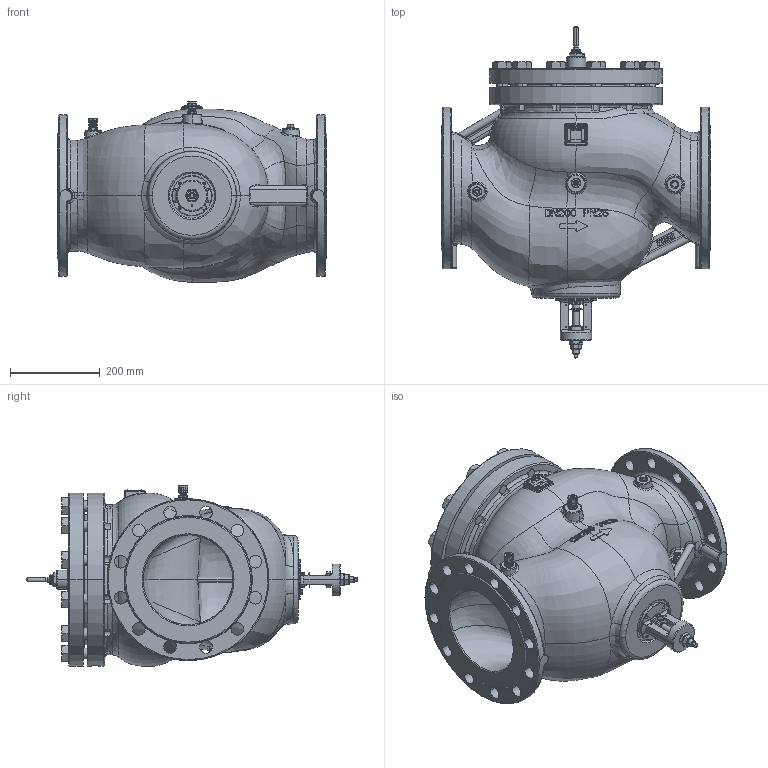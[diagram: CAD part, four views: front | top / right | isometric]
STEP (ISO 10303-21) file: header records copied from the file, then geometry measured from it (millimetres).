
FILE_DESCRIPTION((''),'2;1');
FILE_NAME('065B5582_VFQ22_DN200_PN25_ASM','2023-03-31T16:58:02',('U384264'),('Danfoss'),'CREO PARAMETRIC BY PTC INC, 2022124','CREO PARAMETRIC BY PTC INC, 2022124','');
FILE_SCHEMA(('AUTOMOTIVE_DESIGN { 1 0 10303 214 1 1 1 1 }'));
Products named in the file (32): 88650610_VALVE_B_VFQM_DN200_P25; 88650820_VALVE_C_VFG_DN200_PN25; 51840270; 88652440_CONICAL_INS_DN150_200; 54590640; 88651440_CON_INS_SUB_DN150-200_ASM; 88652230_VFG_STEM_DN200; 88653440_VFQ_YOKE_DN200-250; HEX_SCREW_DIN933_M06X18; 88653470_FLOW_SCALE_VFQ_DN200; 51817881_SCREW_SF_M3X5; LABEL_PLATE_37X37; 5589607; 51817290_M5_ZATIC; 88653430_YOKE_INSERT_DN200-250; 88653450_VFQ_YOKE_INSERT_LOCK; HEX_SCREW_DIN912_M3X12; 88654420_CV_P_H_REW_SUB_DN200_ASM; 88652330_STUFFING_BOX_DN150_250; 3220149; 88652950_CV_PISTON_H_SUB_DN200_ASM; 88653420_VFQ_STEM_DN200-250; 88653410_Q-PISTON_SUB_DN200_ASM; HEX_NUT_DIN934_BN118_M14X1_5; 54540510; WALTER_CONNECTION; WALTER_PROFILE_RING; WALTER_CONNECTION_NUT; 8863078_ASM; 188610240; 88652810_POINTER_VFQ; 065B5582_VFQ22_DN200_PN25_ASM
Assembly tree (54 placements, depth 3):
  065B5582_VFQ22_DN200_PN25_ASM
    88650610_VALVE_B_VFQM_DN200_P25
    88650820_VALVE_C_VFG_DN200_PN25
    51840270  x12
    88651440_CON_INS_SUB_DN150-200_ASM
      88652440_CONICAL_INS_DN150_200
      54590640
    88652230_VFG_STEM_DN200
    88653440_VFQ_YOKE_DN200-250
    HEX_SCREW_DIN933_M06X18  x4
    88653470_FLOW_SCALE_VFQ_DN200
    51817881_SCREW_SF_M3X5  x2
    LABEL_PLATE_37X37
    5589607  x4
    51817290_M5_ZATIC
    88653430_YOKE_INSERT_DN200-250
    88653450_VFQ_YOKE_INSERT_LOCK  x2
    HEX_SCREW_DIN912_M3X12  x2
    88652950_CV_PISTON_H_SUB_DN200_ASM
      88654420_CV_P_H_REW_SUB_DN200_ASM
      88652330_STUFFING_BOX_DN150_250
      3220149
    88653410_Q-PISTON_SUB_DN200_ASM
      88653420_VFQ_STEM_DN200-250
    HEX_NUT_DIN934_BN118_M14X1_5
    54540510  x3
    8863078_ASM  x2
      WALTER_CONNECTION
      WALTER_PROFILE_RING
      WALTER_CONNECTION_NUT
    188610240
    88652810_POINTER_VFQ
Bounding box: 600 x 739.5 x 402.55 mm (x, y, z)
Volume: 26485176.1 mm3; surface area: 2510990.2 mm2
Topology: 51 solids, 51 shells, 4422 faces, 11404 edges, 7219 vertices
Faces by surface type: plane 2435, cylinder 710, cone 534, bspline 387, torus 253, extrusion 89, sphere 12, revolution 2
Entity records: 170949 total; most frequent: CARTESIAN_POINT 67221, ORIENTED_EDGE 19684, DIRECTION 15866, EDGE_CURVE 9842, VERTEX_POINT 6319, VECTOR 5338, AXIS2_PLACEMENT_3D 5263, LINE 5249
